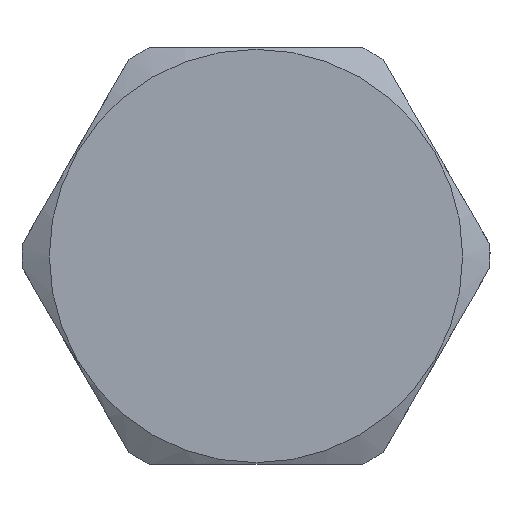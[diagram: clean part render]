
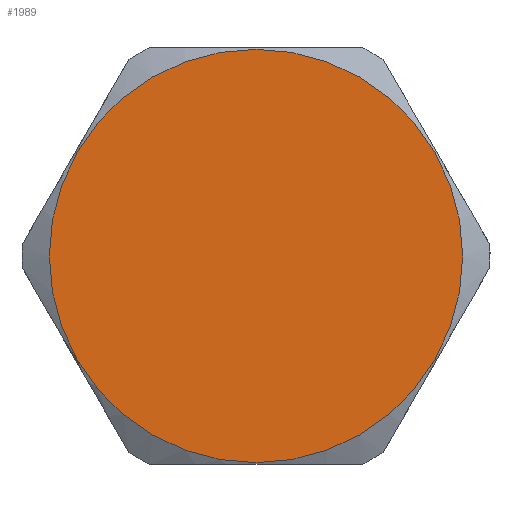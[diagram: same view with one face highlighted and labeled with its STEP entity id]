
A CAD part, left-side view. The second image highlights one B-rep face of the part: STEP entity #1989.
In plain terms, the highlighted planar face has unit normal (-1, 0, 0).
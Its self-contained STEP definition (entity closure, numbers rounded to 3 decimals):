
#159 = CARTESIAN_POINT ( 'NONE',  ( 0., 0., -9.45 ) ) ;
#170 = AXIS2_PLACEMENT_3D ( 'NONE', #4216, #3064, #3836 ) ;
#251 = VERTEX_POINT ( 'NONE', #159 ) ;
#539 = ORIENTED_EDGE ( 'NONE', *, *, #3863, .F. ) ;
#871 = ORIENTED_EDGE ( 'NONE', *, *, #2118, .F. ) ;
#981 = AXIS2_PLACEMENT_3D ( 'NONE', #3856, #1393, #995 ) ;
#995 = DIRECTION ( 'NONE',  ( 0., 0., -1. ) ) ;
#1393 = DIRECTION ( 'NONE',  ( 1., 0., 0. ) ) ;
#1989 = ADVANCED_FACE ( 'NONE', ( #3930 ), #4138, .F. ) ;
#2047 = EDGE_LOOP ( 'NONE', ( #539, #871 ) ) ;
#2118 = EDGE_CURVE ( 'NONE', #3830, #251, #3874, .T. ) ;
#2147 = CIRCLE ( 'NONE', #2953, 9.45 ) ;
#2953 = AXIS2_PLACEMENT_3D ( 'NONE', #3541, #3102, #3959 ) ;
#3064 = DIRECTION ( 'NONE',  ( 1., 0., 0. ) ) ;
#3071 = CARTESIAN_POINT ( 'NONE',  ( 0., 0., 9.45 ) ) ;
#3102 = DIRECTION ( 'NONE',  ( 1., 0., 0. ) ) ;
#3541 = CARTESIAN_POINT ( 'NONE',  ( 0., 0., 0. ) ) ;
#3830 = VERTEX_POINT ( 'NONE', #3071 ) ;
#3836 = DIRECTION ( 'NONE',  ( 0., 0., -1. ) ) ;
#3856 = CARTESIAN_POINT ( 'NONE',  ( 0., 0., 0. ) ) ;
#3863 = EDGE_CURVE ( 'NONE', #251, #3830, #2147, .T. ) ;
#3874 = CIRCLE ( 'NONE', #170, 9.45 ) ;
#3930 = FACE_OUTER_BOUND ( 'NONE', #2047, .T. ) ;
#3959 = DIRECTION ( 'NONE',  ( 0., 0., -1. ) ) ;
#4138 = PLANE ( 'NONE',  #981 ) ;
#4216 = CARTESIAN_POINT ( 'NONE',  ( 0., 0., 0. ) ) ;
